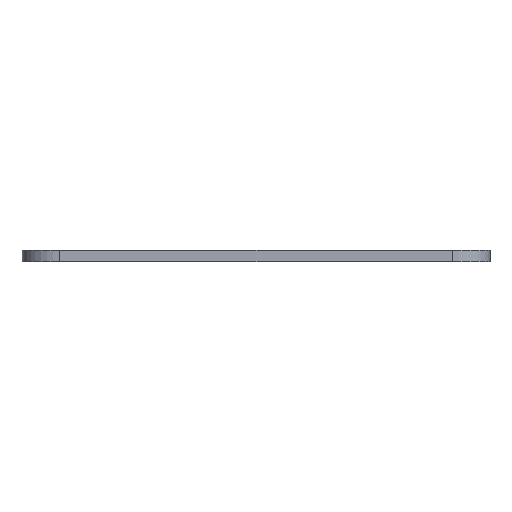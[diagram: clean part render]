
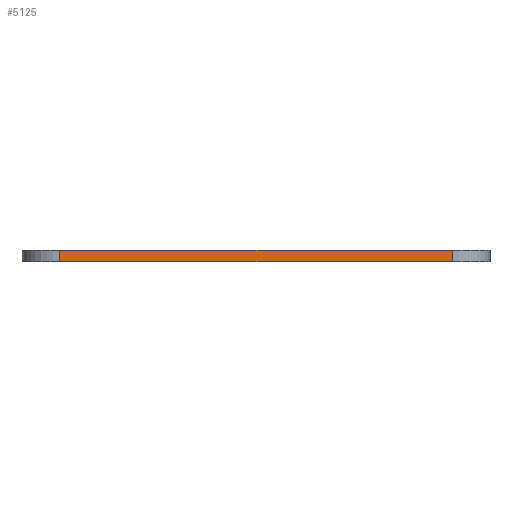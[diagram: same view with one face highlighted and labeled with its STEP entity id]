
A CAD part, left-side view. The second image highlights one B-rep face of the part: STEP entity #5125.
In plain terms, the highlighted planar face has unit normal (-1, 0, 0).
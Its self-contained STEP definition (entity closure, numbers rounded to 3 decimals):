
#796=FACE_OUTER_BOUND('',#1091,.T.);
#1091=EDGE_LOOP('',(#4618,#4619,#4620,#4621));
#1490=LINE('',#9930,#1918);
#1513=LINE('',#9994,#1941);
#1514=LINE('',#9997,#1942);
#1515=LINE('',#9998,#1943);
#1918=VECTOR('',#5960,10.);
#1941=VECTOR('',#6013,10.);
#1942=VECTOR('',#6016,10.);
#1943=VECTOR('',#6017,10.);
#2441=VERTEX_POINT('',#9927);
#2442=VERTEX_POINT('',#9929);
#2467=VERTEX_POINT('',#9990);
#2469=VERTEX_POINT('',#9996);
#3175=EDGE_CURVE('',#2441,#2442,#1490,.T.);
#3205=EDGE_CURVE('',#2442,#2467,#1513,.T.);
#3206=EDGE_CURVE('',#2469,#2441,#1514,.T.);
#3207=EDGE_CURVE('',#2467,#2469,#1515,.T.);
#4618=ORIENTED_EDGE('',*,*,#3205,.F.);
#4619=ORIENTED_EDGE('',*,*,#3175,.F.);
#4620=ORIENTED_EDGE('',*,*,#3206,.F.);
#4621=ORIENTED_EDGE('',*,*,#3207,.F.);
#4861=PLANE('',#5308);
#5125=ADVANCED_FACE('',(#796),#4861,.T.);
#5308=AXIS2_PLACEMENT_3D('',#9995,#6014,#6015);
#5960=DIRECTION('',(0.,1.,0.));
#6013=DIRECTION('',(0.,0.,1.));
#6014=DIRECTION('center_axis',(-1.,0.,0.));
#6015=DIRECTION('ref_axis',(0.,-1.,0.));
#6016=DIRECTION('',(0.,0.,-1.));
#6017=DIRECTION('',(0.,-1.,0.));
#9927=CARTESIAN_POINT('',(-12.278,-63.428,0.));
#9929=CARTESIAN_POINT('',(-12.278,-11.353,0.));
#9930=CARTESIAN_POINT('',(-12.278,-68.428,0.));
#9990=CARTESIAN_POINT('',(-12.278,-11.353,1.5));
#9994=CARTESIAN_POINT('',(-12.278,-11.353,0.));
#9995=CARTESIAN_POINT('Origin',(-12.278,-6.353,0.));
#9996=CARTESIAN_POINT('',(-12.278,-63.428,1.5));
#9997=CARTESIAN_POINT('',(-12.278,-63.428,0.));
#9998=CARTESIAN_POINT('',(-12.278,-68.428,1.5));
